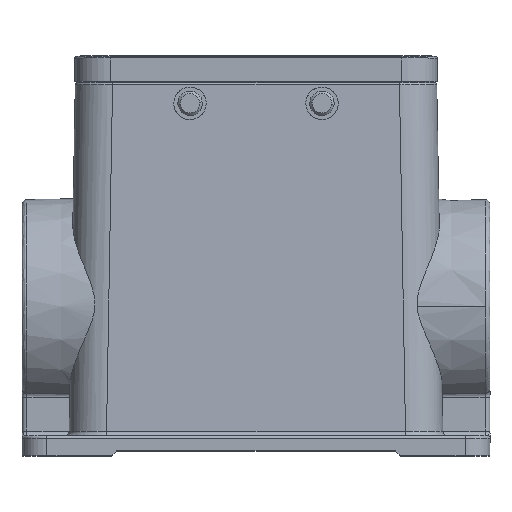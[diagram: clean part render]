
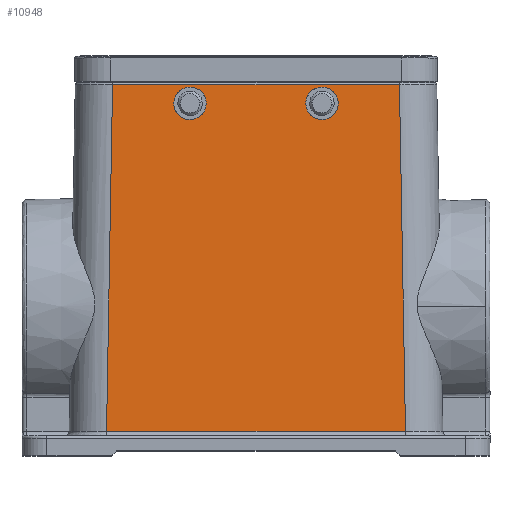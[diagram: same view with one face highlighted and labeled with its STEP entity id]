
A CAD part, top view. The second image highlights one B-rep face of the part: STEP entity #10948.
In plain terms, the highlighted planar face has unit normal (0, 0.018, 1).
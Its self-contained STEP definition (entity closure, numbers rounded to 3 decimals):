
#590 = CARTESIAN_POINT ( 'NONE',  ( -10.017, -5.864, 21.567 ) ) ;
#601 = CARTESIAN_POINT ( 'NONE',  ( 28.81, -2.491, 21.509 ) ) ;
#606 = CARTESIAN_POINT ( 'NONE',  ( -28.809, -2.491, 21.509 ) ) ;
#1137 = PLANE ( 'NONE',  #3350 ) ;
#1139 = CARTESIAN_POINT ( 'NONE',  ( -38.892, -2., 21.5 ) ) ;
#1140 = DIRECTION ( 'NONE',  ( 0., 0.017, 1. ) ) ;
#1142 = DIRECTION ( 'NONE',  ( 0., -1., 0.017 ) ) ;
#3342 = FACE_BOUND ( 'NONE', #9198, .T. ) ;
#3348 = FACE_BOUND ( 'NONE', #9184, .T. ) ;
#3350 = AXIS2_PLACEMENT_3D ( 'NONE', #1139, #1140, #1142 ) ;
#5007 = VERTEX_POINT ( 'NONE', #6077 ) ;
#5009 = VERTEX_POINT ( 'NONE', #6079 ) ;
#5033 = VERTEX_POINT ( 'NONE', #6103 ) ;
#5071 = VERTEX_POINT ( 'NONE', #6141 ) ;
#5091 = VECTOR ( 'NONE', #8370, 1000. ) ;
#5092 = VECTOR ( 'NONE', #6912, 1000. ) ;
#5093 = VECTOR ( 'NONE', #6915, 1000. ) ;
#5094 = VECTOR ( 'NONE', #6918, 1000. ) ;
#5467 =( BOUNDED_CURVE ( )  B_SPLINE_CURVE ( 3, ( #8645, #8646, #8647, #8648 ),
 .UNSPECIFIED., .F., .F. ) 
 B_SPLINE_CURVE_WITH_KNOTS ( ( 4, 4 ),
 ( 4.816, 7.958 ),
 .UNSPECIFIED. ) 
 CURVE ( )  GEOMETRIC_REPRESENTATION_ITEM ( )  RATIONAL_B_SPLINE_CURVE ( ( 1., 0.333, 0.333, 1. ) ) 
 REPRESENTATION_ITEM ( '' )  );
#5473 =( BOUNDED_CURVE ( )  B_SPLINE_CURVE ( 3, ( #8611, #8612, #8613, #8614 ),
 .UNSPECIFIED., .F., .F. ) 
 B_SPLINE_CURVE_WITH_KNOTS ( ( 4, 4 ),
 ( 4.609, 7.75 ),
 .UNSPECIFIED. ) 
 CURVE ( )  GEOMETRIC_REPRESENTATION_ITEM ( )  RATIONAL_B_SPLINE_CURVE ( ( 1., 0.333, 0.333, 1. ) ) 
 REPRESENTATION_ITEM ( '' )  );
#5552 =( BOUNDED_CURVE ( )  B_SPLINE_CURVE ( 3, ( #6905, #6906, #6907, #6908 ),
 .UNSPECIFIED., .F., .F. ) 
 B_SPLINE_CURVE_WITH_KNOTS ( ( 4, 4 ),
 ( 1.674, 4.816 ),
 .UNSPECIFIED. ) 
 CURVE ( )  GEOMETRIC_REPRESENTATION_ITEM ( )  RATIONAL_B_SPLINE_CURVE ( ( 1., 0.333, 0.333, 1. ) ) 
 REPRESENTATION_ITEM ( '' )  );
#5558 =( BOUNDED_CURVE ( )  B_SPLINE_CURVE ( 3, ( #8304, #8305, #8306, #8307 ),
 .UNSPECIFIED., .F., .F. ) 
 B_SPLINE_CURVE_WITH_KNOTS ( ( 4, 4 ),
 ( 1.467, 4.609 ),
 .UNSPECIFIED. ) 
 CURVE ( )  GEOMETRIC_REPRESENTATION_ITEM ( )  RATIONAL_B_SPLINE_CURVE ( ( 1., 0.333, 0.333, 1. ) ) 
 REPRESENTATION_ITEM ( '' )  );
#6077 = CARTESIAN_POINT ( 'NONE',  ( 16.483, -6.536, 21.579 ) ) ;
#6079 = CARTESIAN_POINT ( 'NONE',  ( 30.023, -72.017, 22.722 ) ) ;
#6103 = CARTESIAN_POINT ( 'NONE',  ( -30.023, -72.017, 22.722 ) ) ;
#6141 = CARTESIAN_POINT ( 'NONE',  ( -16.483, -6.536, 21.579 ) ) ;
#6905 = CARTESIAN_POINT ( 'NONE',  ( 16.483, -6.536, 21.579 ) ) ;
#6906 = CARTESIAN_POINT ( 'NONE',  ( 15.811, -13.001, 21.692 ) ) ;
#6907 = CARTESIAN_POINT ( 'NONE',  ( 9.346, -12.329, 21.68 ) ) ;
#6908 = CARTESIAN_POINT ( 'NONE',  ( 10.017, -5.864, 21.567 ) ) ;
#6910 = LINE ( 'NONE', #6911, #5092 ) ;
#6911 = CARTESIAN_POINT ( 'NONE',  ( 30.023, -72.017, 22.722 ) ) ;
#6912 = DIRECTION ( 'NONE',  ( -0.017, 1., -0.017 ) ) ;
#6913 = LINE ( 'NONE', #6914, #5093 ) ;
#6914 = CARTESIAN_POINT ( 'NONE',  ( -28.809, -2.491, 21.509 ) ) ;
#6915 = DIRECTION ( 'NONE',  ( -0.017, -1., 0.017 ) ) ;
#6916 = LINE ( 'NONE', #6917, #5094 ) ;
#6917 = CARTESIAN_POINT ( 'NONE',  ( -38.892, -2.491, 21.509 ) ) ;
#6918 = DIRECTION ( 'NONE',  ( -1., 0., 0. ) ) ;
#7572 = EDGE_CURVE ( 'NONE', #11413, #5071, #5558, .T. ) ;
#7581 = EDGE_CURVE ( 'NONE', #5033, #5009, #8368, .T. ) ;
#7584 = EDGE_CURVE ( 'NONE', #5007, #8080, #5552, .T. ) ;
#7585 = EDGE_CURVE ( 'NONE', #5009, #11425, #6910, .T. ) ;
#7586 = EDGE_CURVE ( 'NONE', #11430, #5033, #6913, .T. ) ;
#7587 = EDGE_CURVE ( 'NONE', #11425, #11430, #6916, .T. ) ;
#7749 = EDGE_CURVE ( 'NONE', #5071, #11413, #5473, .T. ) ;
#7760 = EDGE_CURVE ( 'NONE', #8080, #5007, #5467, .T. ) ;
#8080 = VERTEX_POINT ( 'NONE', #8807 ) ;
#8304 = CARTESIAN_POINT ( 'NONE',  ( -10.017, -5.864, 21.567 ) ) ;
#8305 = CARTESIAN_POINT ( 'NONE',  ( -9.346, -12.329, 21.68 ) ) ;
#8306 = CARTESIAN_POINT ( 'NONE',  ( -15.811, -13.001, 21.692 ) ) ;
#8307 = CARTESIAN_POINT ( 'NONE',  ( -16.483, -6.536, 21.579 ) ) ;
#8368 = LINE ( 'NONE', #8369, #5091 ) ;
#8369 = CARTESIAN_POINT ( 'NONE',  ( -38.892, -72.017, 22.722 ) ) ;
#8370 = DIRECTION ( 'NONE',  ( 1., 0., 0. ) ) ;
#8611 = CARTESIAN_POINT ( 'NONE',  ( -16.483, -6.536, 21.579 ) ) ;
#8612 = CARTESIAN_POINT ( 'NONE',  ( -17.154, -0.071, 21.466 ) ) ;
#8613 = CARTESIAN_POINT ( 'NONE',  ( -10.689, 0.601, 21.455 ) ) ;
#8614 = CARTESIAN_POINT ( 'NONE',  ( -10.017, -5.864, 21.567 ) ) ;
#8645 = CARTESIAN_POINT ( 'NONE',  ( 10.017, -5.864, 21.567 ) ) ;
#8646 = CARTESIAN_POINT ( 'NONE',  ( 10.689, 0.601, 21.455 ) ) ;
#8647 = CARTESIAN_POINT ( 'NONE',  ( 17.154, -0.071, 21.466 ) ) ;
#8648 = CARTESIAN_POINT ( 'NONE',  ( 16.483, -6.536, 21.579 ) ) ;
#8807 = CARTESIAN_POINT ( 'NONE',  ( 10.017, -5.864, 21.567 ) ) ;
#9183 = EDGE_LOOP ( 'NONE', ( #9396, #9346, #9406, #9349 ) ) ;
#9184 = EDGE_LOOP ( 'NONE', ( #9416, #9273 ) ) ;
#9198 = EDGE_LOOP ( 'NONE', ( #9353, #9287 ) ) ;
#9273 = ORIENTED_EDGE ( 'NONE', *, *, #7572, .T. ) ;
#9287 = ORIENTED_EDGE ( 'NONE', *, *, #7584, .T. ) ;
#9346 = ORIENTED_EDGE ( 'NONE', *, *, #7587, .T. ) ;
#9349 = ORIENTED_EDGE ( 'NONE', *, *, #7581, .T. ) ;
#9353 = ORIENTED_EDGE ( 'NONE', *, *, #7760, .T. ) ;
#9396 = ORIENTED_EDGE ( 'NONE', *, *, #7585, .T. ) ;
#9406 = ORIENTED_EDGE ( 'NONE', *, *, #7586, .T. ) ;
#9416 = ORIENTED_EDGE ( 'NONE', *, *, #7749, .T. ) ;
#10948 = ADVANCED_FACE ( 'NONE', ( #3342, #11364, #3348 ), #1137, .T. ) ;
#11364 = FACE_OUTER_BOUND ( 'NONE', #9183, .T. ) ;
#11413 = VERTEX_POINT ( 'NONE', #590 ) ;
#11425 = VERTEX_POINT ( 'NONE', #601 ) ;
#11430 = VERTEX_POINT ( 'NONE', #606 ) ;
